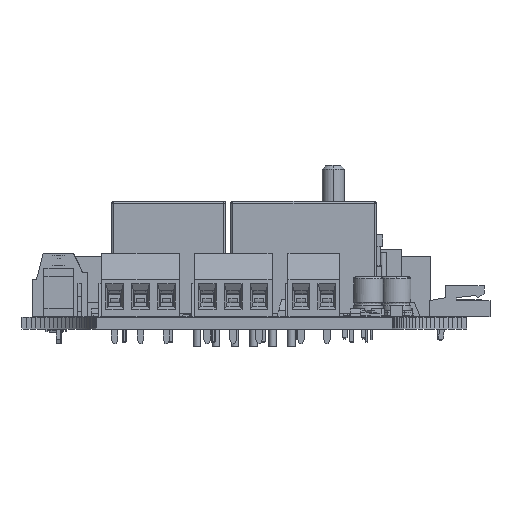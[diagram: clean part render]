
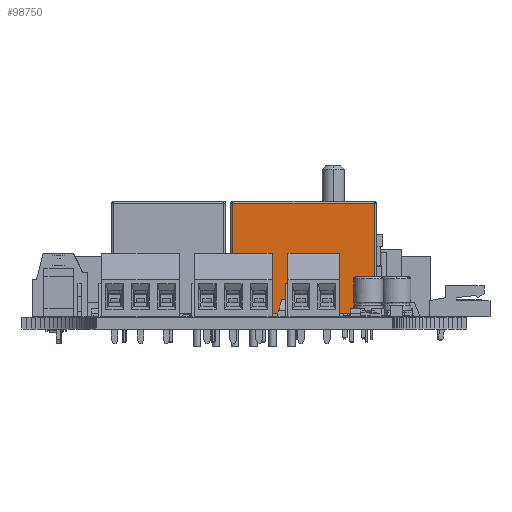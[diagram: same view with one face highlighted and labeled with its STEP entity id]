
A CAD part, front view. The second image highlights one B-rep face of the part: STEP entity #98750.
In plain terms, the highlighted face is planar.
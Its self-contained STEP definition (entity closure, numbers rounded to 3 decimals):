
#97514 = PLANE('',#97515);
#97515 = AXIS2_PLACEMENT_3D('',#97516,#97517,#97518);
#97516 = CARTESIAN_POINT('',(8.5,0.,0.48));
#97517 = DIRECTION('',(0.,0.,-1.));
#97518 = DIRECTION('',(-1.,0.,0.));
#97802 = VERTEX_POINT('',#97803);
#97803 = CARTESIAN_POINT('',(17.8,7.7,0.48));
#97819 = PLANE('',#97820);
#97820 = AXIS2_PLACEMENT_3D('',#97821,#97822,#97823);
#97821 = CARTESIAN_POINT('',(17.8,7.7,0.1));
#97822 = DIRECTION('',(1.,0.,0.));
#97823 = DIRECTION('',(0.,-1.,0.));
#98084 = VERTEX_POINT('',#98085);
#98085 = CARTESIAN_POINT('',(-0.8,7.7,0.48));
#98099 = PLANE('',#98100);
#98100 = AXIS2_PLACEMENT_3D('',#98101,#98102,#98103);
#98101 = CARTESIAN_POINT('',(-0.8,-8.7,0.1));
#98102 = DIRECTION('',(-1.,0.,0.));
#98103 = DIRECTION('',(0.,1.,0.));
#98111 = EDGE_CURVE('',#98084,#97802,#98112,.T.);
#98112 = SURFACE_CURVE('',#98113,(#98117,#98124),.PCURVE_S1.);
#98113 = LINE('',#98114,#98115);
#98114 = CARTESIAN_POINT('',(-0.8,7.7,0.48));
#98115 = VECTOR('',#98116,1.);
#98116 = DIRECTION('',(1.,0.,0.));
#98117 = PCURVE('',#97514,#98118);
#98118 = DEFINITIONAL_REPRESENTATION('',(#98119),#98123);
#98119 = LINE('',#98120,#98121);
#98120 = CARTESIAN_POINT('',(9.3,7.7));
#98121 = VECTOR('',#98122,1.);
#98122 = DIRECTION('',(-1.,0.));
#98123 = ( GEOMETRIC_REPRESENTATION_CONTEXT(2) 
PARAMETRIC_REPRESENTATION_CONTEXT() REPRESENTATION_CONTEXT('2D SPACE',''
  ) );
#98124 = PCURVE('',#98125,#98130);
#98125 = PLANE('',#98126);
#98126 = AXIS2_PLACEMENT_3D('',#98127,#98128,#98129);
#98127 = CARTESIAN_POINT('',(-1.3,7.7,0.1));
#98128 = DIRECTION('',(0.,1.,0.));
#98129 = DIRECTION('',(1.,0.,0.));
#98130 = DEFINITIONAL_REPRESENTATION('',(#98131),#98135);
#98131 = LINE('',#98132,#98133);
#98132 = CARTESIAN_POINT('',(0.5,-0.38));
#98133 = VECTOR('',#98134,1.);
#98134 = DIRECTION('',(1.,0.));
#98135 = ( GEOMETRIC_REPRESENTATION_CONTEXT(2) 
PARAMETRIC_REPRESENTATION_CONTEXT() REPRESENTATION_CONTEXT('2D SPACE',''
  ) );
#98679 = VERTEX_POINT('',#98680);
#98680 = CARTESIAN_POINT('',(17.8,7.7,0.1));
#98696 = PLANE('',#98697);
#98697 = AXIS2_PLACEMENT_3D('',#98698,#98699,#98700);
#98698 = CARTESIAN_POINT('',(8.5,0.,0.1));
#98699 = DIRECTION('',(-0.,-0.,-1.));
#98700 = DIRECTION('',(-1.,0.,0.));
#98708 = EDGE_CURVE('',#98679,#97802,#98709,.T.);
#98709 = SURFACE_CURVE('',#98710,(#98714,#98721),.PCURVE_S1.);
#98710 = LINE('',#98711,#98712);
#98711 = CARTESIAN_POINT('',(17.8,7.7,0.1));
#98712 = VECTOR('',#98713,1.);
#98713 = DIRECTION('',(0.,0.,1.));
#98714 = PCURVE('',#97819,#98715);
#98715 = DEFINITIONAL_REPRESENTATION('',(#98716),#98720);
#98716 = LINE('',#98717,#98718);
#98717 = CARTESIAN_POINT('',(0.,0.));
#98718 = VECTOR('',#98719,1.);
#98719 = DIRECTION('',(0.,-1.));
#98720 = ( GEOMETRIC_REPRESENTATION_CONTEXT(2) 
PARAMETRIC_REPRESENTATION_CONTEXT() REPRESENTATION_CONTEXT('2D SPACE',''
  ) );
#98721 = PCURVE('',#98125,#98722);
#98722 = DEFINITIONAL_REPRESENTATION('',(#98723),#98727);
#98723 = LINE('',#98724,#98725);
#98724 = CARTESIAN_POINT('',(19.1,0.));
#98725 = VECTOR('',#98726,1.);
#98726 = DIRECTION('',(0.,-1.));
#98727 = ( GEOMETRIC_REPRESENTATION_CONTEXT(2) 
PARAMETRIC_REPRESENTATION_CONTEXT() REPRESENTATION_CONTEXT('2D SPACE',''
  ) );
#98750 = ADVANCED_FACE('',(#98751),#98125,.T.);
#98751 = FACE_BOUND('',#98752,.T.);
#98752 = EDGE_LOOP('',(#98753,#98783,#98804,#98805,#98806,#98829,#98857,
    #98885));
#98753 = ORIENTED_EDGE('',*,*,#98754,.F.);
#98754 = EDGE_CURVE('',#98755,#98757,#98759,.T.);
#98755 = VERTEX_POINT('',#98756);
#98756 = CARTESIAN_POINT('',(18.05,7.7,0.1));
#98757 = VERTEX_POINT('',#98758);
#98758 = CARTESIAN_POINT('',(18.05,7.7,15.35));
#98759 = SURFACE_CURVE('',#98760,(#98764,#98771),.PCURVE_S1.);
#98760 = LINE('',#98761,#98762);
#98761 = CARTESIAN_POINT('',(18.05,7.7,0.1));
#98762 = VECTOR('',#98763,1.);
#98763 = DIRECTION('',(0.,0.,1.));
#98764 = PCURVE('',#98125,#98765);
#98765 = DEFINITIONAL_REPRESENTATION('',(#98766),#98770);
#98766 = LINE('',#98767,#98768);
#98767 = CARTESIAN_POINT('',(19.35,0.));
#98768 = VECTOR('',#98769,1.);
#98769 = DIRECTION('',(0.,-1.));
#98770 = ( GEOMETRIC_REPRESENTATION_CONTEXT(2) 
PARAMETRIC_REPRESENTATION_CONTEXT() REPRESENTATION_CONTEXT('2D SPACE',''
  ) );
#98771 = PCURVE('',#98772,#98777);
#98772 = CYLINDRICAL_SURFACE('',#98773,0.25);
#98773 = AXIS2_PLACEMENT_3D('',#98774,#98775,#98776);
#98774 = CARTESIAN_POINT('',(18.05,7.45,0.1));
#98775 = DIRECTION('',(0.,0.,1.));
#98776 = DIRECTION('',(1.,0.,-0.));
#98777 = DEFINITIONAL_REPRESENTATION('',(#98778),#98782);
#98778 = LINE('',#98779,#98780);
#98779 = CARTESIAN_POINT('',(1.571,0.));
#98780 = VECTOR('',#98781,1.);
#98781 = DIRECTION('',(0.,1.));
#98782 = ( GEOMETRIC_REPRESENTATION_CONTEXT(2) 
PARAMETRIC_REPRESENTATION_CONTEXT() REPRESENTATION_CONTEXT('2D SPACE',''
  ) );
#98783 = ORIENTED_EDGE('',*,*,#98784,.F.);
#98784 = EDGE_CURVE('',#98679,#98755,#98785,.T.);
#98785 = SURFACE_CURVE('',#98786,(#98790,#98797),.PCURVE_S1.);
#98786 = LINE('',#98787,#98788);
#98787 = CARTESIAN_POINT('',(-1.3,7.7,0.1));
#98788 = VECTOR('',#98789,1.);
#98789 = DIRECTION('',(1.,0.,0.));
#98790 = PCURVE('',#98125,#98791);
#98791 = DEFINITIONAL_REPRESENTATION('',(#98792),#98796);
#98792 = LINE('',#98793,#98794);
#98793 = CARTESIAN_POINT('',(0.,0.));
#98794 = VECTOR('',#98795,1.);
#98795 = DIRECTION('',(1.,0.));
#98796 = ( GEOMETRIC_REPRESENTATION_CONTEXT(2) 
PARAMETRIC_REPRESENTATION_CONTEXT() REPRESENTATION_CONTEXT('2D SPACE',''
  ) );
#98797 = PCURVE('',#98696,#98798);
#98798 = DEFINITIONAL_REPRESENTATION('',(#98799),#98803);
#98799 = LINE('',#98800,#98801);
#98800 = CARTESIAN_POINT('',(9.8,7.7));
#98801 = VECTOR('',#98802,1.);
#98802 = DIRECTION('',(-1.,0.));
#98803 = ( GEOMETRIC_REPRESENTATION_CONTEXT(2) 
PARAMETRIC_REPRESENTATION_CONTEXT() REPRESENTATION_CONTEXT('2D SPACE',''
  ) );
#98804 = ORIENTED_EDGE('',*,*,#98708,.T.);
#98805 = ORIENTED_EDGE('',*,*,#98111,.F.);
#98806 = ORIENTED_EDGE('',*,*,#98807,.F.);
#98807 = EDGE_CURVE('',#98808,#98084,#98810,.T.);
#98808 = VERTEX_POINT('',#98809);
#98809 = CARTESIAN_POINT('',(-0.8,7.7,0.1));
#98810 = SURFACE_CURVE('',#98811,(#98815,#98822),.PCURVE_S1.);
#98811 = LINE('',#98812,#98813);
#98812 = CARTESIAN_POINT('',(-0.8,7.7,0.1));
#98813 = VECTOR('',#98814,1.);
#98814 = DIRECTION('',(0.,0.,1.));
#98815 = PCURVE('',#98125,#98816);
#98816 = DEFINITIONAL_REPRESENTATION('',(#98817),#98821);
#98817 = LINE('',#98818,#98819);
#98818 = CARTESIAN_POINT('',(0.5,0.));
#98819 = VECTOR('',#98820,1.);
#98820 = DIRECTION('',(0.,-1.));
#98821 = ( GEOMETRIC_REPRESENTATION_CONTEXT(2) 
PARAMETRIC_REPRESENTATION_CONTEXT() REPRESENTATION_CONTEXT('2D SPACE',''
  ) );
#98822 = PCURVE('',#98099,#98823);
#98823 = DEFINITIONAL_REPRESENTATION('',(#98824),#98828);
#98824 = LINE('',#98825,#98826);
#98825 = CARTESIAN_POINT('',(16.4,0.));
#98826 = VECTOR('',#98827,1.);
#98827 = DIRECTION('',(0.,-1.));
#98828 = ( GEOMETRIC_REPRESENTATION_CONTEXT(2) 
PARAMETRIC_REPRESENTATION_CONTEXT() REPRESENTATION_CONTEXT('2D SPACE',''
  ) );
#98829 = ORIENTED_EDGE('',*,*,#98830,.F.);
#98830 = EDGE_CURVE('',#98831,#98808,#98833,.T.);
#98831 = VERTEX_POINT('',#98832);
#98832 = CARTESIAN_POINT('',(-1.05,7.7,0.1));
#98833 = SURFACE_CURVE('',#98834,(#98838,#98845),.PCURVE_S1.);
#98834 = LINE('',#98835,#98836);
#98835 = CARTESIAN_POINT('',(-1.3,7.7,0.1));
#98836 = VECTOR('',#98837,1.);
#98837 = DIRECTION('',(1.,0.,0.));
#98838 = PCURVE('',#98125,#98839);
#98839 = DEFINITIONAL_REPRESENTATION('',(#98840),#98844);
#98840 = LINE('',#98841,#98842);
#98841 = CARTESIAN_POINT('',(0.,0.));
#98842 = VECTOR('',#98843,1.);
#98843 = DIRECTION('',(1.,0.));
#98844 = ( GEOMETRIC_REPRESENTATION_CONTEXT(2) 
PARAMETRIC_REPRESENTATION_CONTEXT() REPRESENTATION_CONTEXT('2D SPACE',''
  ) );
#98845 = PCURVE('',#98846,#98851);
#98846 = PLANE('',#98847);
#98847 = AXIS2_PLACEMENT_3D('',#98848,#98849,#98850);
#98848 = CARTESIAN_POINT('',(8.5,0.,0.1));
#98849 = DIRECTION('',(-0.,-0.,-1.));
#98850 = DIRECTION('',(-1.,0.,0.));
#98851 = DEFINITIONAL_REPRESENTATION('',(#98852),#98856);
#98852 = LINE('',#98853,#98854);
#98853 = CARTESIAN_POINT('',(9.8,7.7));
#98854 = VECTOR('',#98855,1.);
#98855 = DIRECTION('',(-1.,0.));
#98856 = ( GEOMETRIC_REPRESENTATION_CONTEXT(2) 
PARAMETRIC_REPRESENTATION_CONTEXT() REPRESENTATION_CONTEXT('2D SPACE',''
  ) );
#98857 = ORIENTED_EDGE('',*,*,#98858,.T.);
#98858 = EDGE_CURVE('',#98831,#98859,#98861,.T.);
#98859 = VERTEX_POINT('',#98860);
#98860 = CARTESIAN_POINT('',(-1.05,7.7,15.35));
#98861 = SURFACE_CURVE('',#98862,(#98866,#98873),.PCURVE_S1.);
#98862 = LINE('',#98863,#98864);
#98863 = CARTESIAN_POINT('',(-1.05,7.7,0.1));
#98864 = VECTOR('',#98865,1.);
#98865 = DIRECTION('',(0.,0.,1.));
#98866 = PCURVE('',#98125,#98867);
#98867 = DEFINITIONAL_REPRESENTATION('',(#98868),#98872);
#98868 = LINE('',#98869,#98870);
#98869 = CARTESIAN_POINT('',(0.25,0.));
#98870 = VECTOR('',#98871,1.);
#98871 = DIRECTION('',(0.,-1.));
#98872 = ( GEOMETRIC_REPRESENTATION_CONTEXT(2) 
PARAMETRIC_REPRESENTATION_CONTEXT() REPRESENTATION_CONTEXT('2D SPACE',''
  ) );
#98873 = PCURVE('',#98874,#98879);
#98874 = CYLINDRICAL_SURFACE('',#98875,0.25);
#98875 = AXIS2_PLACEMENT_3D('',#98876,#98877,#98878);
#98876 = CARTESIAN_POINT('',(-1.05,7.45,0.1));
#98877 = DIRECTION('',(0.,0.,1.));
#98878 = DIRECTION('',(-1.,0.,0.));
#98879 = DEFINITIONAL_REPRESENTATION('',(#98880),#98884);
#98880 = LINE('',#98881,#98882);
#98881 = CARTESIAN_POINT('',(4.712,0.));
#98882 = VECTOR('',#98883,1.);
#98883 = DIRECTION('',(0.,1.));
#98884 = ( GEOMETRIC_REPRESENTATION_CONTEXT(2) 
PARAMETRIC_REPRESENTATION_CONTEXT() REPRESENTATION_CONTEXT('2D SPACE',''
  ) );
#98885 = ORIENTED_EDGE('',*,*,#98886,.T.);
#98886 = EDGE_CURVE('',#98859,#98757,#98887,.T.);
#98887 = SURFACE_CURVE('',#98888,(#98892,#98899),.PCURVE_S1.);
#98888 = LINE('',#98889,#98890);
#98889 = CARTESIAN_POINT('',(-1.05,7.7,15.35));
#98890 = VECTOR('',#98891,1.);
#98891 = DIRECTION('',(1.,0.,0.));
#98892 = PCURVE('',#98125,#98893);
#98893 = DEFINITIONAL_REPRESENTATION('',(#98894),#98898);
#98894 = LINE('',#98895,#98896);
#98895 = CARTESIAN_POINT('',(0.25,-15.25));
#98896 = VECTOR('',#98897,1.);
#98897 = DIRECTION('',(1.,0.));
#98898 = ( GEOMETRIC_REPRESENTATION_CONTEXT(2) 
PARAMETRIC_REPRESENTATION_CONTEXT() REPRESENTATION_CONTEXT('2D SPACE',''
  ) );
#98899 = PCURVE('',#98900,#98905);
#98900 = CYLINDRICAL_SURFACE('',#98901,0.25);
#98901 = AXIS2_PLACEMENT_3D('',#98902,#98903,#98904);
#98902 = CARTESIAN_POINT('',(-1.05,7.45,15.35));
#98903 = DIRECTION('',(1.,0.,0.));
#98904 = DIRECTION('',(0.,0.,1.));
#98905 = DEFINITIONAL_REPRESENTATION('',(#98906),#98910);
#98906 = LINE('',#98907,#98908);
#98907 = CARTESIAN_POINT('',(4.712,0.));
#98908 = VECTOR('',#98909,1.);
#98909 = DIRECTION('',(0.,1.));
#98910 = ( GEOMETRIC_REPRESENTATION_CONTEXT(2) 
PARAMETRIC_REPRESENTATION_CONTEXT() REPRESENTATION_CONTEXT('2D SPACE',''
  ) );
